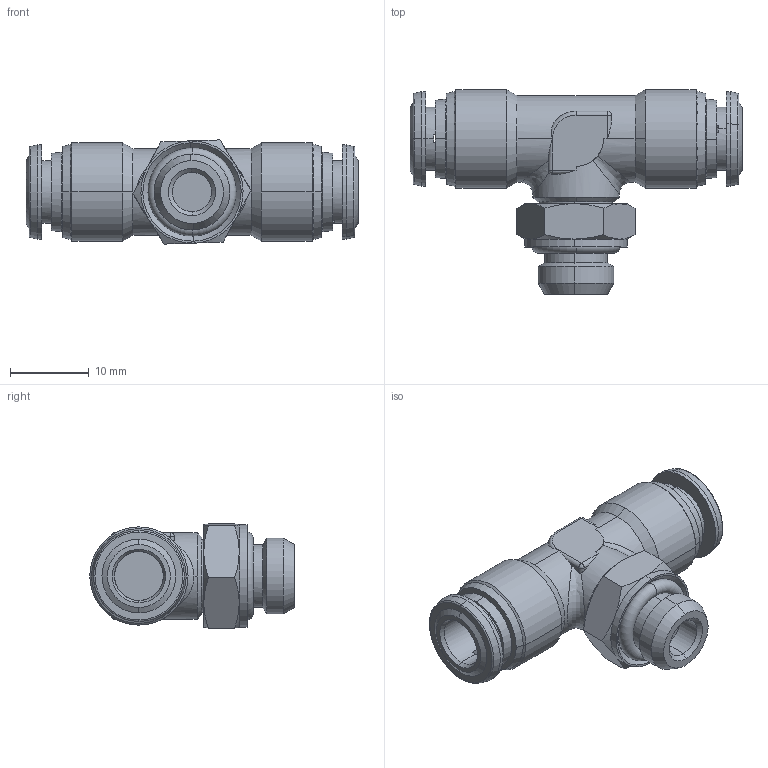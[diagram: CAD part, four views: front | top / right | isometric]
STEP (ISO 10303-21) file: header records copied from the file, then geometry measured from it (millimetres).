
FILE_DESCRIPTION (( 'STEP AP214' ), '1' );
FILE_NAME ('6021500003.step', '2012-10-16T16:34:40', ( '' ), ( '' ), 'SwSTEP 2.0', 'SolidWorks 2012', '' );
FILE_SCHEMA (( 'AUTOMOTIVE_DESIGN' ));
Length unit declared in the file: millimetre
Products named in the file (1): 6021500003
Bounding box: 42.2 x 26 x 13.24 mm (x, y, z)
Volume: 5464.8 mm3; surface area: 3160.9 mm2
Topology: 1 solids, 1 shells, 185 faces, 439 edges, 263 vertices
Faces by surface type: cone 58, cylinder 53, plane 46, torus 16, bspline 12
Entity records: 8451 total; most frequent: CARTESIAN_POINT 2152, DIRECTION 918, ORIENTED_EDGE 870, EDGE_CURVE 435, AXIS2_PLACEMENT_3D 382, VERTEX_POINT 263, CIRCLE 208, EDGE_LOOP 204
